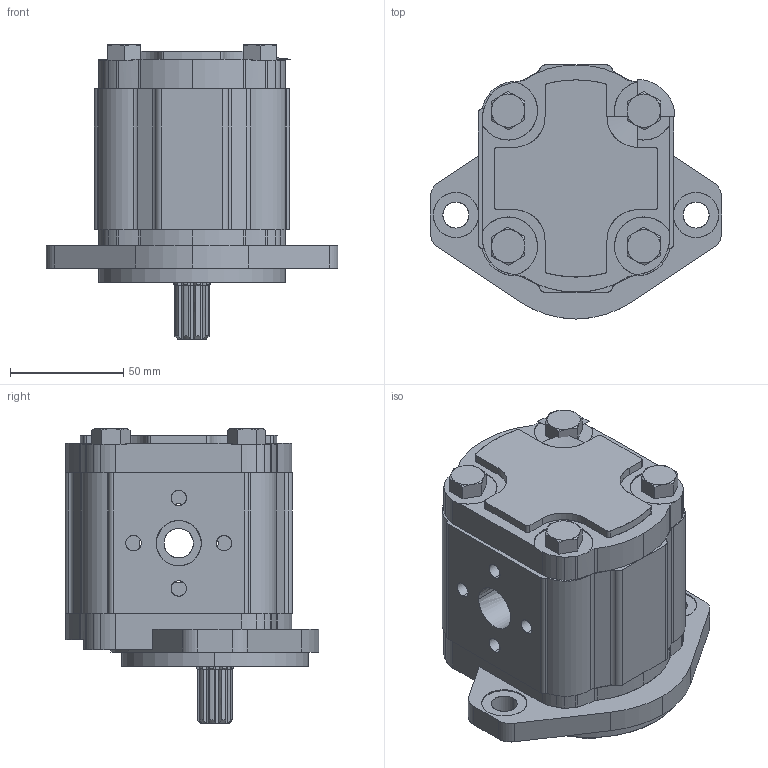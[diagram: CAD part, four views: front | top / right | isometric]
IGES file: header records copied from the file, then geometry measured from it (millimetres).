
Start section: SolidWorks IGES file using analytic representation for surfaces
Global section: file name: OT200 P14 D-P21 S2.igs; native system: SolidWorks 2014; preprocessor: SolidWorks 2014; author: serviziopdm; date: 150923.155624; units: millimetre
Bounding box: 128.96 x 112.25 x 130.3 mm (x, y, z)
Surface area: 73532.3 mm2 (no closed solid volume)
Topology: 0 solids, 0 shells, 428 faces, 5808 edges, 5806 vertices
Faces by surface type: revolution 319, bspline 109
